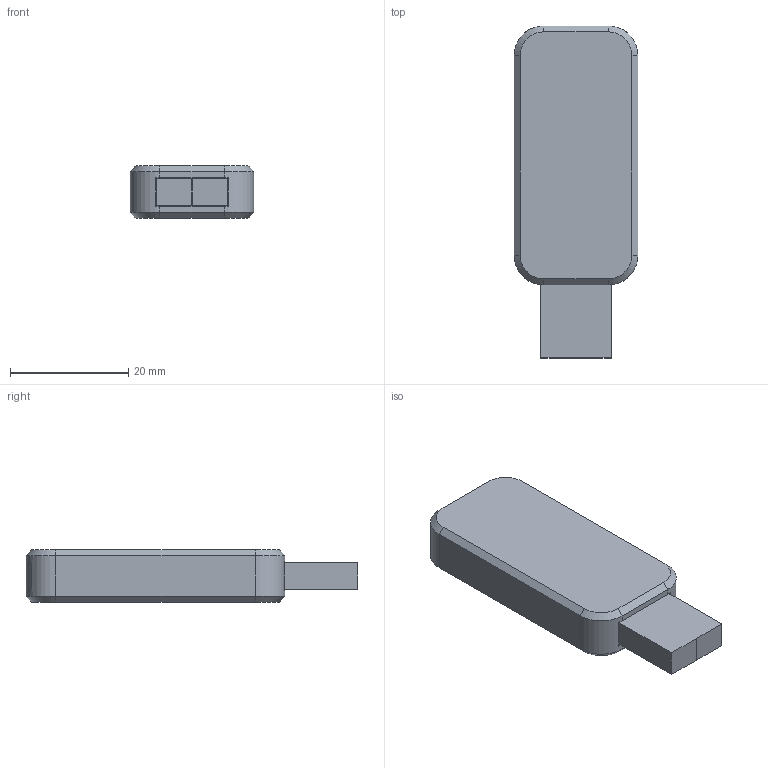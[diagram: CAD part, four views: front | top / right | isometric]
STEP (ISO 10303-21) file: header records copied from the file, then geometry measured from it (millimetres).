
FILE_DESCRIPTION (( 'STEP AP203' ), '1' );
FILE_NAME ('U2U樓俋褲.STEP', '2019-11-28T09:03:03', ( '' ), ( '' ), 'SwSTEP 2.0', 'SolidWorks 2018', '' );
FILE_SCHEMA (( 'CONFIG_CONTROL_DESIGN' ));
Length unit declared in the file: millimetre
Products named in the file (1): U2U樓俋褲
Bounding box: 20.91 x 56.12 x 8.9 mm (x, y, z)
Volume: 6262.3 mm3; surface area: 6908.2 mm2
Topology: 3 solids, 3 shells, 269 faces, 762 edges, 493 vertices
Faces by surface type: cylinder 153, plane 96, cone 20
Entity records: 9131 total; most frequent: DIRECTION 1620, CARTESIAN_POINT 1601, ORIENTED_EDGE 1520, EDGE_CURVE 760, AXIS2_PLACEMENT_3D 600, VERTEX_POINT 493, LINE 420, VECTOR 420
